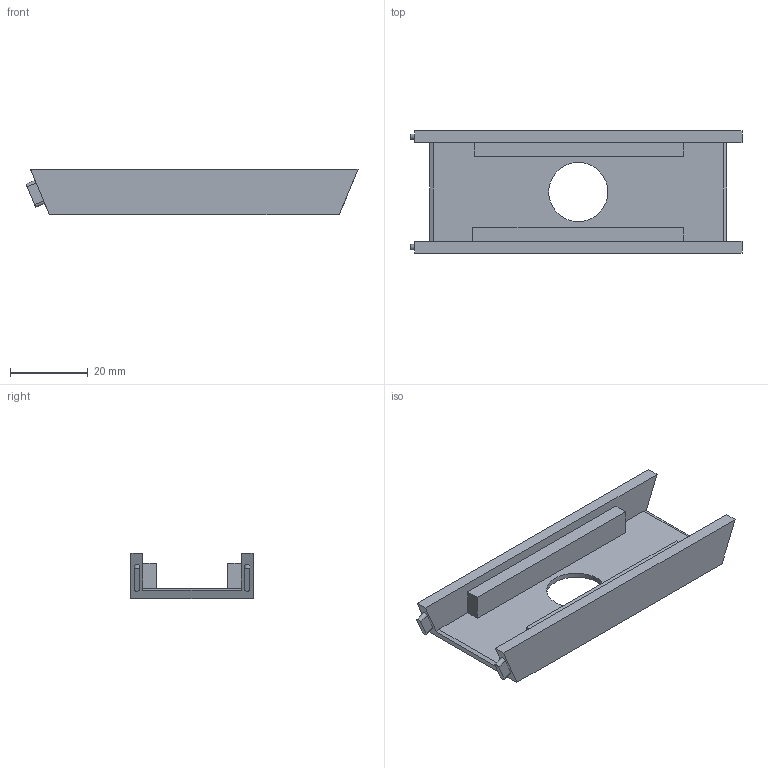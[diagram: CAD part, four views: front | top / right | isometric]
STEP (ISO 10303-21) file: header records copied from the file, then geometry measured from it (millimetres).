
FILE_DESCRIPTION(/* description */ (''),/* implementation_level */ '2;1');
FILE_NAME(/* name */ 'outer ring opening section.step',/* time_stamp */ '2025-06-16T11:18:23-04:00',/* author */ (''),/* organization */ (''),/* preprocessor_version */ 'ST-DEVELOPER v20.1',/* originating_system */ 'Autodesk Translation Framework v14.10.0.0',/* authorisation */ '');
FILE_SCHEMA (('AUTOMOTIVE_DESIGN { 1 0 10303 214 3 1 1 }'));
Length unit declared in the file: inch
Products named in the file (2): outer ring opening section; outer ring section v1 v2
Assembly tree (1 placements, depth 2):
  outer ring opening section
    outer ring section v1 v2
Bounding box: 85.53 x 31.5 x 11.68 mm (x, y, z)
Volume: 12359.2 mm3; surface area: 8453.2 mm2
Topology: 1 solids, 1 shells, 43 faces, 108 edges, 72 vertices
Faces by surface type: plane 33, cylinder 10
Full cylindrical faces by diameter (mm): 15.24 x1, 20.701 x1
Entity records: 1330 total; most frequent: CARTESIAN_POINT 226, DIRECTION 220, ORIENTED_EDGE 216, EDGE_CURVE 108, LINE 88, VECTOR 88, VERTEX_POINT 72, AXIS2_PLACEMENT_3D 66
